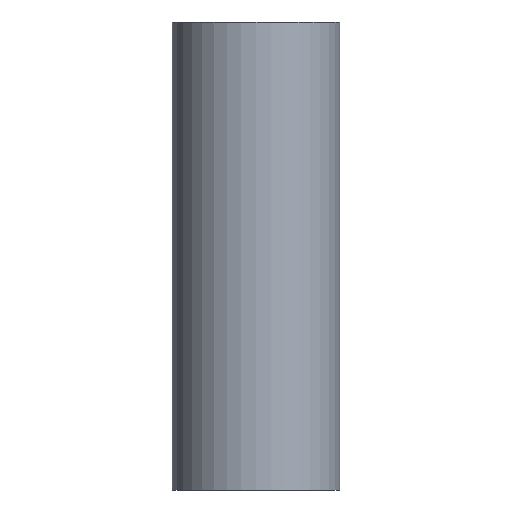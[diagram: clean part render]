
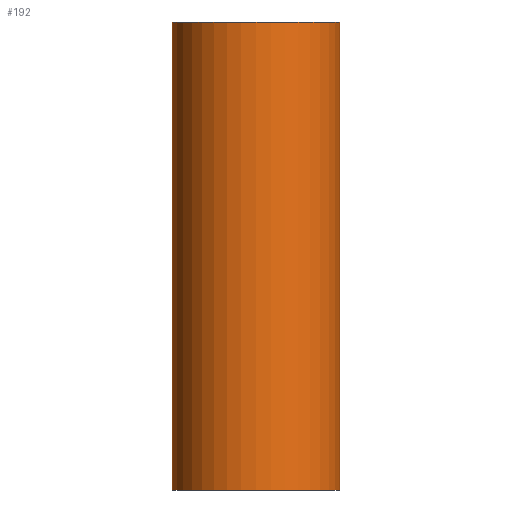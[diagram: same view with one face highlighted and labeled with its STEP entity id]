
A CAD part, front view. The second image highlights one B-rep face of the part: STEP entity #192.
In plain terms, the highlighted cylindrical face has radius 10.75 mm (diameter 21.5 mm), a partial arc.
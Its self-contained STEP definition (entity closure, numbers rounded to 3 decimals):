
#22 = VERTEX_POINT ( 'NONE', #78 ) ;
#23 = VERTEX_POINT ( 'NONE', #77 ) ;
#41 = EDGE_CURVE ( 'NONE', #22, #42, #185, .T. ) ;
#42 = VERTEX_POINT ( 'NONE', #181 ) ;
#47 = EDGE_CURVE ( 'NONE', #22, #23, #179, .T. ) ;
#77 = CARTESIAN_POINT ( 'NONE',  ( 10.75, 0., -60. ) ) ;
#78 = CARTESIAN_POINT ( 'NONE',  ( -10.75, 0., -60. ) ) ;
#175 = DIRECTION ( 'NONE',  ( 1., 0., 0. ) ) ;
#176 = DIRECTION ( 'NONE',  ( 0., 0., 1. ) ) ;
#177 = CARTESIAN_POINT ( 'NONE',  ( 0., 0., -60. ) ) ;
#178 = AXIS2_PLACEMENT_3D ( 'NONE', #177, #176, #175 ) ;
#179 = CIRCLE ( 'NONE', #178, 10.75 ) ;
#181 = CARTESIAN_POINT ( 'NONE',  ( -10.75, 0., 0. ) ) ;
#182 = DIRECTION ( 'NONE',  ( 0., 0., 1. ) ) ;
#183 = VECTOR ( 'NONE', #182, 1000. ) ;
#184 = CARTESIAN_POINT ( 'NONE',  ( -10.75, 0., 0. ) ) ;
#185 = LINE ( 'NONE', #184, #183 ) ;
#187 = VERTEX_POINT ( 'NONE', #265 ) ;
#188 = EDGE_CURVE ( 'NONE', #23, #187, #264, .T. ) ;
#192 = ADVANCED_FACE ( 'NONE', ( #385 ), #384, .T. ) ;
#193 = EDGE_LOOP ( 'NONE', ( #194, #195, #206, #207 ) ) ;
#194 = ORIENTED_EDGE ( 'NONE', *, *, #41, .F. ) ;
#195 = ORIENTED_EDGE ( 'NONE', *, *, #47, .T. ) ;
#204 = EDGE_CURVE ( 'NONE', #42, #187, #362, .T. ) ;
#206 = ORIENTED_EDGE ( 'NONE', *, *, #188, .T. ) ;
#207 = ORIENTED_EDGE ( 'NONE', *, *, #204, .F. ) ;
#261 = DIRECTION ( 'NONE',  ( 0., 0., 1. ) ) ;
#262 = VECTOR ( 'NONE', #261, 1000. ) ;
#263 = CARTESIAN_POINT ( 'NONE',  ( 10.75, 0., 0. ) ) ;
#264 = LINE ( 'NONE', #263, #262 ) ;
#265 = CARTESIAN_POINT ( 'NONE',  ( 10.75, 0., 0. ) ) ;
#359 = DIRECTION ( 'NONE',  ( 1., 0., 0. ) ) ;
#360 = DIRECTION ( 'NONE',  ( 0., 0., 1. ) ) ;
#361 = AXIS2_PLACEMENT_3D ( 'NONE', #366, #360, #359 ) ;
#362 = CIRCLE ( 'NONE', #361, 10.75 ) ;
#366 = CARTESIAN_POINT ( 'NONE',  ( 0., 0., 0. ) ) ;
#380 = DIRECTION ( 'NONE',  ( 1., 0., 0. ) ) ;
#381 = DIRECTION ( 'NONE',  ( 0., 0., 1. ) ) ;
#382 = CARTESIAN_POINT ( 'NONE',  ( 0., 0., 0. ) ) ;
#383 = AXIS2_PLACEMENT_3D ( 'NONE', #382, #381, #380 ) ;
#384 = CYLINDRICAL_SURFACE ( 'NONE', #383, 10.75 ) ;
#385 = FACE_OUTER_BOUND ( 'NONE', #193, .T. ) ;
